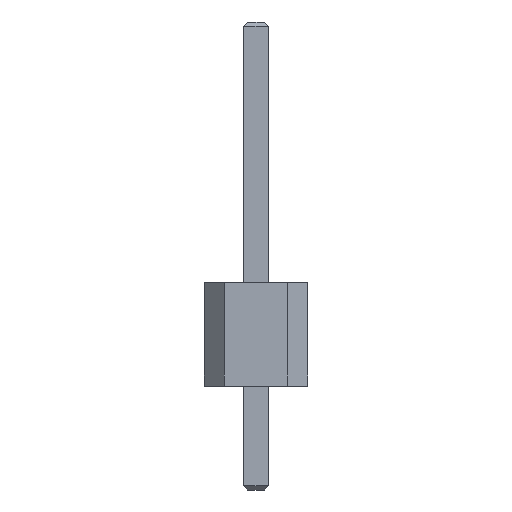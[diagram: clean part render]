
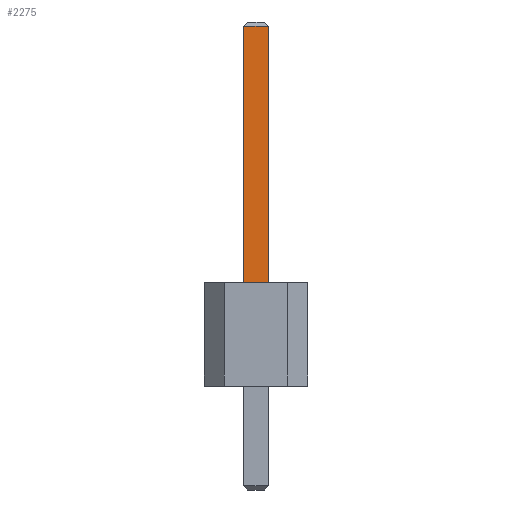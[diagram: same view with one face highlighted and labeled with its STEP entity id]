
A CAD part, left-side view. The second image highlights one B-rep face of the part: STEP entity #2275.
In plain terms, the highlighted planar face has unit normal (-1, 0, 0).
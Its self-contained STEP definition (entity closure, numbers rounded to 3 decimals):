
#165 = CARTESIAN_POINT ( 'NONE',  ( -0.3, 0.3, 2.54 ) ) ;
#222 = VECTOR ( 'NONE', #1137, 1000. ) ;
#271 = EDGE_CURVE ( 'NONE', #2660, #3201, #2439, .T. ) ;
#296 = CARTESIAN_POINT ( 'NONE',  ( -0.3, 0.3, 8.8 ) ) ;
#972 = LINE ( 'NONE', #2732, #5159 ) ;
#1096 = PLANE ( 'NONE',  #3860 ) ;
#1137 = DIRECTION ( 'NONE',  ( 0., 0., 1. ) ) ;
#1313 = EDGE_CURVE ( 'NONE', #4789, #4417, #4110, .T. ) ;
#1786 = EDGE_CURVE ( 'NONE', #2660, #4417, #3800, .T. ) ;
#1864 = ORIENTED_EDGE ( 'NONE', *, *, #1313, .F. ) ;
#2126 = CARTESIAN_POINT ( 'NONE',  ( -0.3, -0.3, 8.9 ) ) ;
#2228 = EDGE_CURVE ( 'NONE', #4789, #3201, #972, .T. ) ;
#2265 = FACE_OUTER_BOUND ( 'NONE', #3322, .T. ) ;
#2275 = ADVANCED_FACE ( 'NONE', ( #2265 ), #1096, .F. ) ;
#2439 = LINE ( 'NONE', #4057, #222 ) ;
#2450 = VECTOR ( 'NONE', #3182, 1000. ) ;
#2494 = ORIENTED_EDGE ( 'NONE', *, *, #271, .F. ) ;
#2660 = VERTEX_POINT ( 'NONE', #165 ) ;
#2732 = CARTESIAN_POINT ( 'NONE',  ( -0.3, 0., 8.8 ) ) ;
#2895 = VECTOR ( 'NONE', #4525, 1000. ) ;
#2913 = ORIENTED_EDGE ( 'NONE', *, *, #1786, .T. ) ;
#3117 = CARTESIAN_POINT ( 'NONE',  ( -0.3, -0.3, 8.8 ) ) ;
#3182 = DIRECTION ( 'NONE',  ( 0., -1., 0. ) ) ;
#3201 = VERTEX_POINT ( 'NONE', #296 ) ;
#3322 = EDGE_LOOP ( 'NONE', ( #1864, #4382, #2494, #2913 ) ) ;
#3800 = LINE ( 'NONE', #4788, #2450 ) ;
#3860 = AXIS2_PLACEMENT_3D ( 'NONE', #3983, #4767, #4800 ) ;
#3983 = CARTESIAN_POINT ( 'NONE',  ( -0.3, 0., 0. ) ) ;
#4057 = CARTESIAN_POINT ( 'NONE',  ( -0.3, 0.3, 8.9 ) ) ;
#4110 = LINE ( 'NONE', #2126, #2895 ) ;
#4382 = ORIENTED_EDGE ( 'NONE', *, *, #2228, .T. ) ;
#4417 = VERTEX_POINT ( 'NONE', #5291 ) ;
#4525 = DIRECTION ( 'NONE',  ( 0., 0., -1. ) ) ;
#4767 = DIRECTION ( 'NONE',  ( 1., 0., 0. ) ) ;
#4782 = DIRECTION ( 'NONE',  ( 0., 1., 0. ) ) ;
#4788 = CARTESIAN_POINT ( 'NONE',  ( -0.3, 0., 2.54 ) ) ;
#4789 = VERTEX_POINT ( 'NONE', #3117 ) ;
#4800 = DIRECTION ( 'NONE',  ( 0., 0., -1. ) ) ;
#5159 = VECTOR ( 'NONE', #4782, 1000. ) ;
#5291 = CARTESIAN_POINT ( 'NONE',  ( -0.3, -0.3, 2.54 ) ) ;
